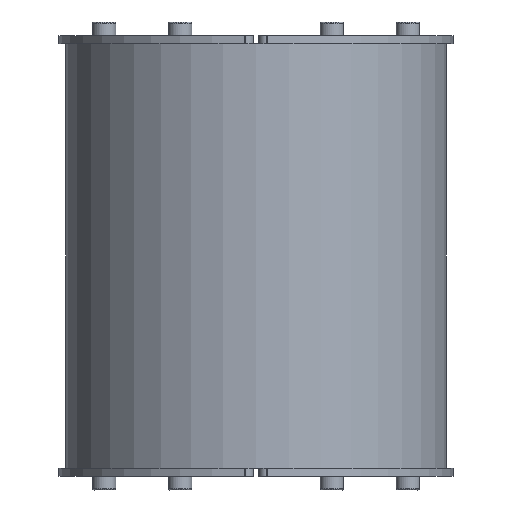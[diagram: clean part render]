
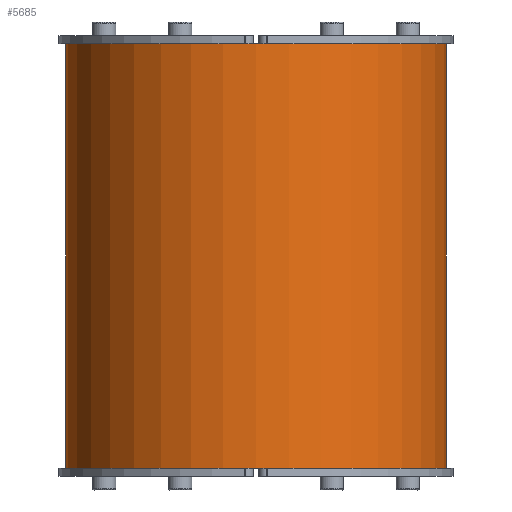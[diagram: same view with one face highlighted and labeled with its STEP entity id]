
A CAD part, left-side view. The second image highlights one B-rep face of the part: STEP entity #5685.
In plain terms, the highlighted cylindrical face has radius 70 mm (diameter 140 mm), a partial arc.
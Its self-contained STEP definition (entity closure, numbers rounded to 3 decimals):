
#5625=CARTESIAN_POINT('',(0.0,-70.0,-78.0));
#5626=VERTEX_POINT('',#5625);
#5627=CARTESIAN_POINT('',(0.0,-70.0,78.0));
#5628=VERTEX_POINT('',#5627);
#5629=CARTESIAN_POINT('',(0.0,-70.0,-78.0));
#5630=DIRECTION('',(0.0,0.0,1.0));
#5631=VECTOR('',#5630,156.0);
#5632=LINE('',#5629,#5631);
#5633=EDGE_CURVE('',#5626,#5628,#5632,.T.);
#5635=CARTESIAN_POINT('',(0.,70.0,-78.0));
#5636=VERTEX_POINT('',#5635);
#5644=CARTESIAN_POINT('',(0.,70.0,78.0));
#5645=VERTEX_POINT('',#5644);
#5646=CARTESIAN_POINT('',(0.,70.0,78.0));
#5647=DIRECTION('',(0.0,0.0,-1.0));
#5648=VECTOR('',#5647,156.0);
#5649=LINE('',#5646,#5648);
#5650=EDGE_CURVE('',#5645,#5636,#5649,.T.);
#5662=CARTESIAN_POINT('',(0.0,0.0,-78.0));
#5663=DIRECTION('',(0.0,0.0,1.0));
#5664=DIRECTION('',(0.0,-1.0,0.0));
#5665=AXIS2_PLACEMENT_3D('',#5662,#5663,#5664);
#5666=CYLINDRICAL_SURFACE('',#5665,70.0);
#5667=ORIENTED_EDGE('',*,*,#5633,.T.);
#5668=CARTESIAN_POINT('',(0.0,0.0,78.0));
#5669=DIRECTION('',(0.0,0.0,-1.0));
#5670=DIRECTION('',(0.0,-1.0,0.0));
#5671=AXIS2_PLACEMENT_3D('',#5668,#5669,#5670);
#5672=CIRCLE('',#5671,70.0);
#5673=EDGE_CURVE('',#5628,#5645,#5672,.T.);
#5674=ORIENTED_EDGE('',*,*,#5673,.T.);
#5675=ORIENTED_EDGE('',*,*,#5650,.T.);
#5676=CARTESIAN_POINT('',(0.0,0.0,-78.0));
#5677=DIRECTION('',(0.0,0.0,-1.0));
#5678=DIRECTION('',(0.0,-1.0,0.0));
#5679=AXIS2_PLACEMENT_3D('',#5676,#5677,#5678);
#5680=CIRCLE('',#5679,70.0);
#5681=EDGE_CURVE('',#5626,#5636,#5680,.T.);
#5682=ORIENTED_EDGE('',*,*,#5681,.F.);
#5683=EDGE_LOOP('',(#5667,#5674,#5675,#5682));
#5684=FACE_OUTER_BOUND('',#5683,.T.);
#5685=ADVANCED_FACE('',(#5684),#5666,.T.);
